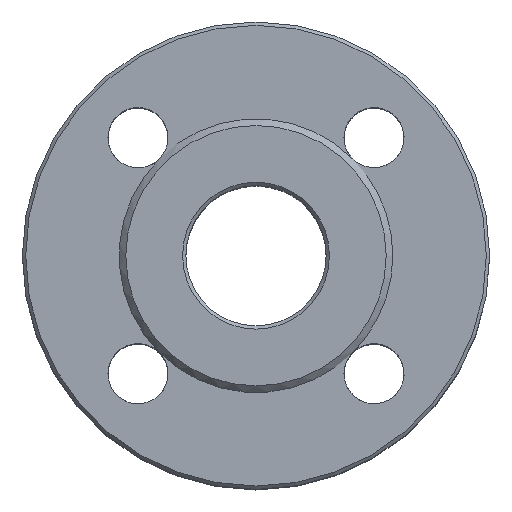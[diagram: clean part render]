
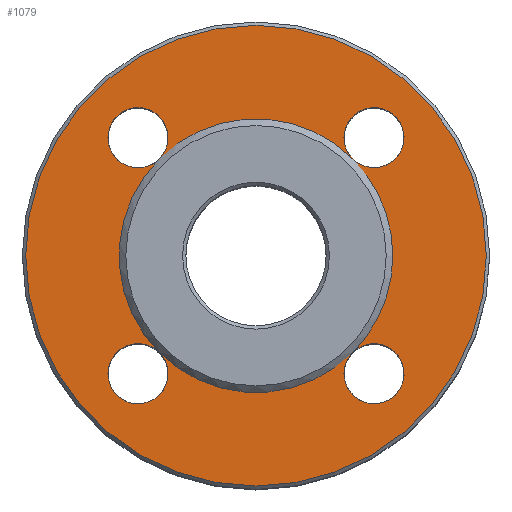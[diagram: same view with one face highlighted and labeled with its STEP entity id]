
A CAD part, top view. The second image highlights one B-rep face of the part: STEP entity #1079.
In plain terms, the highlighted planar face has unit normal (0, 0, 1).
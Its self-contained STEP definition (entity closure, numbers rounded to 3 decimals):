
#46=FACE_BOUND('',#295,.T.);
#64=PLANE('',#1263);
#208=FACE_OUTER_BOUND('',#294,.T.);
#294=EDGE_LOOP('',(#902));
#295=EDGE_LOOP('',(#903,#904,#905,#906,#907,#908,#909,#910,#911,#912,#913,
#914,#915));
#402=CIRCLE('',#1262,69.);
#403=CIRCLE('',#1264,9.);
#404=CIRCLE('',#1265,41.);
#405=CIRCLE('',#1266,9.);
#406=CIRCLE('',#1267,9.);
#407=CIRCLE('',#1268,41.);
#408=CIRCLE('',#1269,9.);
#409=CIRCLE('',#1270,9.);
#410=CIRCLE('',#1271,41.);
#411=CIRCLE('',#1272,41.);
#412=CIRCLE('',#1273,9.);
#413=CIRCLE('',#1274,9.);
#414=CIRCLE('',#1275,41.);
#415=CIRCLE('',#1276,9.);
#500=VERTEX_POINT('',#1932);
#501=VERTEX_POINT('',#1936);
#502=VERTEX_POINT('',#1937);
#503=VERTEX_POINT('',#1939);
#504=VERTEX_POINT('',#1941);
#505=VERTEX_POINT('',#1944);
#506=VERTEX_POINT('',#1946);
#507=VERTEX_POINT('',#1949);
#508=VERTEX_POINT('',#1951);
#509=VERTEX_POINT('',#1953);
#636=EDGE_CURVE('',#500,#500,#402,.T.);
#637=EDGE_CURVE('',#501,#502,#403,.T.);
#638=EDGE_CURVE('',#503,#501,#404,.T.);
#639=EDGE_CURVE('',#504,#503,#405,.T.);
#640=EDGE_CURVE('',#503,#504,#406,.T.);
#641=EDGE_CURVE('',#505,#503,#407,.T.);
#642=EDGE_CURVE('',#506,#505,#408,.T.);
#643=EDGE_CURVE('',#505,#506,#409,.T.);
#644=EDGE_CURVE('',#507,#505,#410,.T.);
#645=EDGE_CURVE('',#508,#507,#411,.T.);
#646=EDGE_CURVE('',#509,#508,#412,.T.);
#647=EDGE_CURVE('',#508,#509,#413,.T.);
#648=EDGE_CURVE('',#501,#508,#414,.T.);
#649=EDGE_CURVE('',#502,#501,#415,.T.);
#902=ORIENTED_EDGE('',*,*,#636,.F.);
#903=ORIENTED_EDGE('',*,*,#637,.F.);
#904=ORIENTED_EDGE('',*,*,#638,.F.);
#905=ORIENTED_EDGE('',*,*,#639,.F.);
#906=ORIENTED_EDGE('',*,*,#640,.F.);
#907=ORIENTED_EDGE('',*,*,#641,.F.);
#908=ORIENTED_EDGE('',*,*,#642,.F.);
#909=ORIENTED_EDGE('',*,*,#643,.F.);
#910=ORIENTED_EDGE('',*,*,#644,.F.);
#911=ORIENTED_EDGE('',*,*,#645,.F.);
#912=ORIENTED_EDGE('',*,*,#646,.F.);
#913=ORIENTED_EDGE('',*,*,#647,.F.);
#914=ORIENTED_EDGE('',*,*,#648,.F.);
#915=ORIENTED_EDGE('',*,*,#649,.F.);
#1079=ADVANCED_FACE('',(#208,#46),#64,.F.);
#1262=AXIS2_PLACEMENT_3D('',#1934,#1618,#1619);
#1263=AXIS2_PLACEMENT_3D('',#1935,#1620,#1621);
#1264=AXIS2_PLACEMENT_3D('',#1938,#1622,#1623);
#1265=AXIS2_PLACEMENT_3D('',#1940,#1624,#1625);
#1266=AXIS2_PLACEMENT_3D('',#1942,#1626,#1627);
#1267=AXIS2_PLACEMENT_3D('',#1943,#1628,#1629);
#1268=AXIS2_PLACEMENT_3D('',#1945,#1630,#1631);
#1269=AXIS2_PLACEMENT_3D('',#1947,#1632,#1633);
#1270=AXIS2_PLACEMENT_3D('',#1948,#1634,#1635);
#1271=AXIS2_PLACEMENT_3D('',#1950,#1636,#1637);
#1272=AXIS2_PLACEMENT_3D('',#1952,#1638,#1639);
#1273=AXIS2_PLACEMENT_3D('',#1954,#1640,#1641);
#1274=AXIS2_PLACEMENT_3D('',#1955,#1642,#1643);
#1275=AXIS2_PLACEMENT_3D('',#1956,#1644,#1645);
#1276=AXIS2_PLACEMENT_3D('',#1957,#1646,#1647);
#1618=DIRECTION('center_axis',(0.,0.,-1.));
#1619=DIRECTION('ref_axis',(1.,0.,0.));
#1620=DIRECTION('center_axis',(0.,0.,-1.));
#1621=DIRECTION('ref_axis',(-1.,0.,0.));
#1622=DIRECTION('center_axis',(0.,0.,1.));
#1623=DIRECTION('ref_axis',(1.,0.,0.));
#1624=DIRECTION('center_axis',(0.,0.,1.));
#1625=DIRECTION('ref_axis',(1.,0.,0.));
#1626=DIRECTION('center_axis',(0.,0.,1.));
#1627=DIRECTION('ref_axis',(1.,0.,0.));
#1628=DIRECTION('center_axis',(0.,0.,1.));
#1629=DIRECTION('ref_axis',(1.,0.,0.));
#1630=DIRECTION('center_axis',(0.,0.,1.));
#1631=DIRECTION('ref_axis',(1.,0.,0.));
#1632=DIRECTION('center_axis',(0.,0.,1.));
#1633=DIRECTION('ref_axis',(1.,0.,0.));
#1634=DIRECTION('center_axis',(0.,0.,1.));
#1635=DIRECTION('ref_axis',(1.,0.,0.));
#1636=DIRECTION('center_axis',(0.,0.,1.));
#1637=DIRECTION('ref_axis',(1.,0.,0.));
#1638=DIRECTION('center_axis',(0.,0.,1.));
#1639=DIRECTION('ref_axis',(1.,0.,0.));
#1640=DIRECTION('center_axis',(0.,0.,1.));
#1641=DIRECTION('ref_axis',(1.,0.,0.));
#1642=DIRECTION('center_axis',(0.,0.,1.));
#1643=DIRECTION('ref_axis',(1.,0.,0.));
#1644=DIRECTION('center_axis',(0.,0.,1.));
#1645=DIRECTION('ref_axis',(1.,0.,0.));
#1646=DIRECTION('center_axis',(0.,0.,1.));
#1647=DIRECTION('ref_axis',(1.,0.,0.));
#1932=CARTESIAN_POINT('',(-69.,0.,0.));
#1934=CARTESIAN_POINT('Origin',(0.,0.,0.));
#1935=CARTESIAN_POINT('Origin',(0.,0.,0.));
#1936=CARTESIAN_POINT('',(-28.991,-28.991,0.));
#1937=CARTESIAN_POINT('',(-44.355,-35.355,0.));
#1938=CARTESIAN_POINT('Origin',(-35.355,-35.355,0.));
#1939=CARTESIAN_POINT('',(-28.991,28.991,0.));
#1940=CARTESIAN_POINT('Origin',(0.,0.,0.));
#1941=CARTESIAN_POINT('',(-44.355,35.355,0.));
#1942=CARTESIAN_POINT('Origin',(-35.355,35.355,0.));
#1943=CARTESIAN_POINT('Origin',(-35.355,35.355,0.));
#1944=CARTESIAN_POINT('',(28.991,28.991,0.));
#1945=CARTESIAN_POINT('Origin',(0.,0.,0.));
#1946=CARTESIAN_POINT('',(26.355,35.355,0.));
#1947=CARTESIAN_POINT('Origin',(35.355,35.355,0.));
#1948=CARTESIAN_POINT('Origin',(35.355,35.355,0.));
#1949=CARTESIAN_POINT('',(41.,0.,0.));
#1950=CARTESIAN_POINT('Origin',(0.,0.,0.));
#1951=CARTESIAN_POINT('',(28.991,-28.991,0.));
#1952=CARTESIAN_POINT('Origin',(0.,0.,0.));
#1953=CARTESIAN_POINT('',(26.355,-35.355,0.));
#1954=CARTESIAN_POINT('Origin',(35.355,-35.355,0.));
#1955=CARTESIAN_POINT('Origin',(35.355,-35.355,0.));
#1956=CARTESIAN_POINT('Origin',(0.,0.,0.));
#1957=CARTESIAN_POINT('Origin',(-35.355,-35.355,0.));
